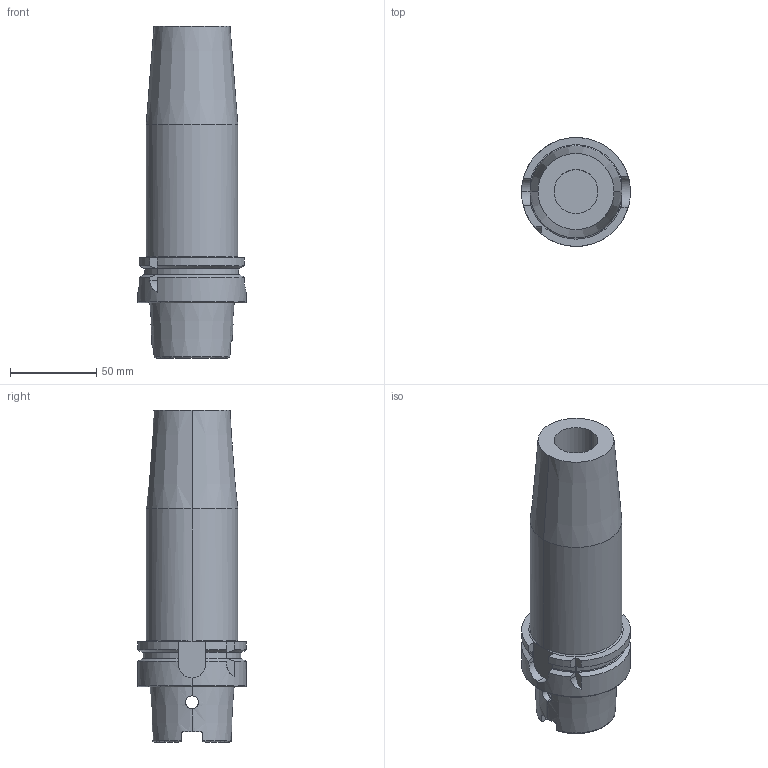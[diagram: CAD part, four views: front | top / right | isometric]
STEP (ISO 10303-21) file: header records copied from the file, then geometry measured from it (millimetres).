
FILE_DESCRIPTION (( 'STEP AP203' ), '1' );
FILE_NAME ('STP-SATE-93145.STEP', '2019-06-22T08:39:31', ( '' ), ( '' ), 'SwSTEP 2.0', 'SolidWorks 2017', '' );
FILE_SCHEMA (( 'CONFIG_CONTROL_DESIGN' ));
Length unit declared in the file: millimetre
Products named in the file (1): STP-SATE-93145
Bounding box: 63 x 63 x 192 mm (x, y, z)
Volume: 331040.7 mm3; surface area: 46945.6 mm2
Topology: 1 solids, 1 shells, 104 faces, 277 edges, 171 vertices
Faces by surface type: cylinder 34, plane 30, torus 22, cone 14, bspline 4
Entity records: 3930 total; most frequent: CARTESIAN_POINT 1350, ORIENTED_EDGE 546, DIRECTION 511, EDGE_CURVE 273, AXIS2_PLACEMENT_3D 206, VERTEX_POINT 171, EDGE_LOOP 108, CIRCLE 105
